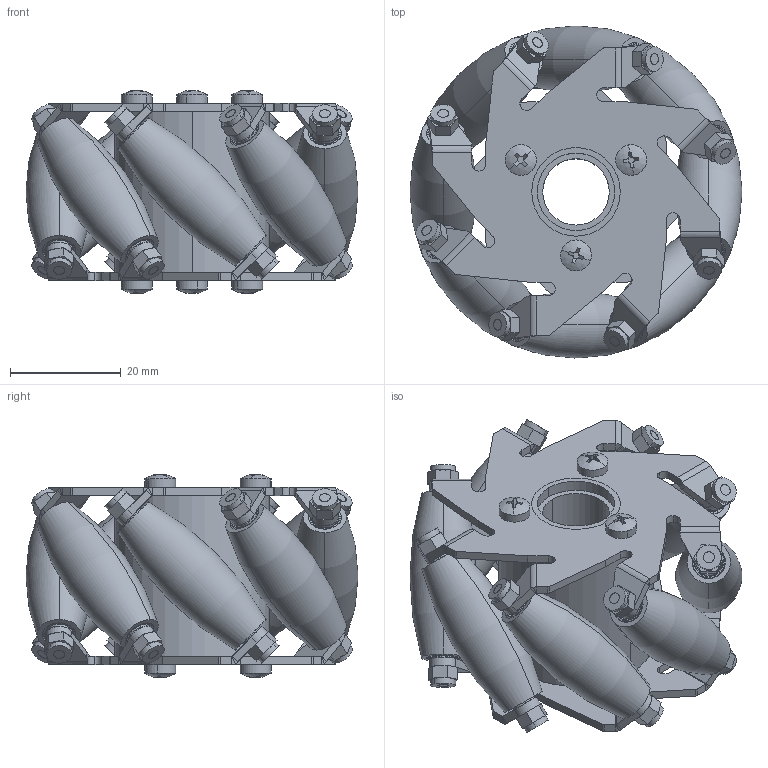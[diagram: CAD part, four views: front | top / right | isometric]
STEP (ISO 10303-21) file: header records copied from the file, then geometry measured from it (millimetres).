
FILE_DESCRIPTION (( 'STEP AP214' ), '1' );
FILE_NAME ('3D of 60mm 45 Degree 8 Fraction Wheel(step).STEP', '2013-10-08T07:47:14', ( 'Sky123.Org' ), ( 'Sky123.Org' ), 'SwSTEP 2.0', 'SolidWorks 2010', '' );
FILE_SCHEMA (( 'AUTOMOTIVE_DESIGN' ));
Length unit declared in the file: millimetre
Products named in the file (11): GB_CROSS_SCREWS_TYPE1 M3X6-6  H type-N_GB_CROSS_SCREWS_TYPE1 M3X6-6  H type-N; Roller of 60mm 45 Degree 8 Fraction Whee; Roller assemble of 60mm 45 Degree 8 Fraction Whee; Pad(M2); Roller shaft of 60mm 45 Degree 8 Fraction Whee; gudgeon block (MR137ZZ); Nut(M2); Thin piecea 60mm 45 degree 8 fraction whee; Thin piece assemble of 60mm 45 degree 8 fraction whee; Central link of 60mm 45 Degree 8 Fraction Whee; 3D of 60mm 45 Degree 8 Fraction Wheel(step)
Assembly tree (37 placements, depth 3):
  3D of 60mm 45 Degree 8 Fraction Wheel(step)
    Nut(M2)  x16
    Thin piece assemble of 60mm 45 degree 8 fraction whee  x2
      GB_CROSS_SCREWS_TYPE1 M3X6-6  H type-N_GB_CROSS_SCREWS_TYPE1 M3X6-6  H type-N
      Thin piecea 60mm 45 degree 8 fraction whee
    Roller assemble of 60mm 45 Degree 8 Fraction Whee  x8
      Roller of 60mm 45 Degree 8 Fraction Whee
      Pad(M2)
      Roller shaft of 60mm 45 Degree 8 Fraction Whee
      gudgeon block (MR137ZZ)
    Central link of 60mm 45 Degree 8 Fraction Whee
Bounding box: 59.99 x 59.99 x 36.74 mm (x, y, z)
Volume: 41121.4 mm3; surface area: 34188.9 mm2
Topology: 217 solids, 217 shells, 1922 faces, 4594 edges, 2924 vertices
Faces by surface type: cylinder 674, plane 596, torus 368, sphere 268, bspline 16
Entity records: 10395 total; most frequent: CARTESIAN_POINT 1876, DIRECTION 1812, ORIENTED_EDGE 1544, EDGE_CURVE 772, AXIS2_PLACEMENT_3D 722, VERTEX_POINT 490, EDGE_LOOP 382, LINE 368
